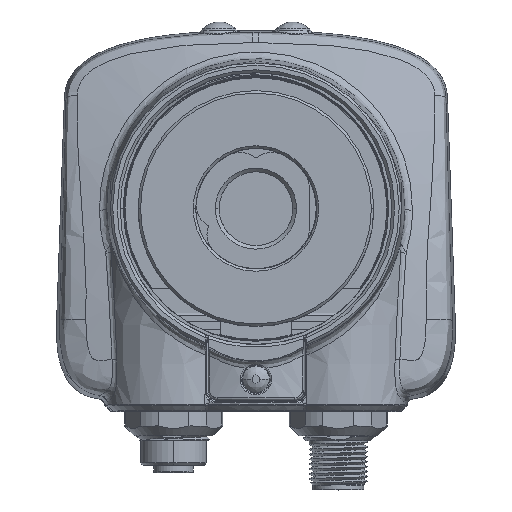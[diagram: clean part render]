
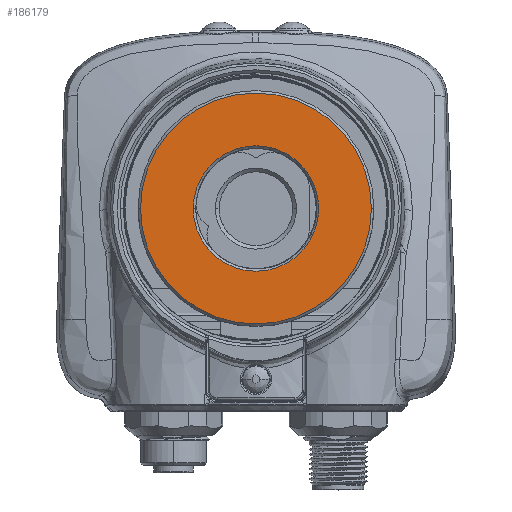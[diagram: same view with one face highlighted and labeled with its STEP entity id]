
A CAD part, top view. The second image highlights one B-rep face of the part: STEP entity #186179.
In plain terms, the highlighted planar face has unit normal (0, 0, 1).
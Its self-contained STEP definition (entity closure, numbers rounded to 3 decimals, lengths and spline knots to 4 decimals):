
#175163=CARTESIAN_POINT('',(0.,0.0492,1.1327));
#175164=DIRECTION('',(0.,0.,1.));
#175165=DIRECTION('',(-1.,0.,0.));
#175166=AXIS2_PLACEMENT_3D('',#175163,#175164,#175165);
#175168=CARTESIAN_POINT('',(0.,0.0492,1.1327));
#175169=DIRECTION('',(0.,0.,1.));
#175170=DIRECTION('',(1.,0.,0.));
#175171=AXIS2_PLACEMENT_3D('',#175168,#175169,#175170);
#175173=CARTESIAN_POINT('',(0.,0.0492,1.1327));
#175174=DIRECTION('',(0.,0.,-1.));
#175175=DIRECTION('',(1.,0.,0.));
#175176=AXIS2_PLACEMENT_3D('',#175173,#175174,#175175);
#175178=CARTESIAN_POINT('',(0.,0.0492,1.1327));
#175179=DIRECTION('',(0.,0.,-1.));
#175180=DIRECTION('',(-1.,0.,0.));
#175181=AXIS2_PLACEMENT_3D('',#175178,#175179,#175180);
#185530=CARTESIAN_POINT('',(-0.9252,0.0492,
1.1327));
#185531=CARTESIAN_POINT('',(0.9252,0.0492,
1.1327));
#185532=VERTEX_POINT('',#185530);
#185533=VERTEX_POINT('',#185531);
#185540=CARTESIAN_POINT('',(0.5027,0.0492,
1.1327));
#185541=CARTESIAN_POINT('',(-0.5027,0.0492,
1.1327));
#185542=VERTEX_POINT('',#185540);
#185543=VERTEX_POINT('',#185541);
#186164=CARTESIAN_POINT('',(0.,0.0492,1.1327));
#186165=DIRECTION('',(0.,0.,1.));
#186166=DIRECTION('',(1.,0.,0.));
#186167=AXIS2_PLACEMENT_3D('',#186164,#186165,#186166);
#186168=PLANE('',#186167);
#186170=ORIENTED_EDGE('',*,*,#186169,.F.);
#186172=ORIENTED_EDGE('',*,*,#186171,.F.);
#186173=EDGE_LOOP('',(#186170,#186172));
#186174=FACE_OUTER_BOUND('',#186173,.F.);
#186175=ORIENTED_EDGE('',*,*,#185989,.F.);
#186176=ORIENTED_EDGE('',*,*,#186157,.F.);
#186177=EDGE_LOOP('',(#186175,#186176));
#186178=FACE_BOUND('',#186177,.F.);
#186179=ADVANCED_FACE('',(#186174,#186178),#186168,.T.);
#175167=CIRCLE('',#175166,0.9252);
#175172=CIRCLE('',#175171,0.9252);
#175177=CIRCLE('',#175176,0.5027);
#175182=CIRCLE('',#175181,0.5027);
#185989=EDGE_CURVE('',#185542,#185543,#175177,.T.);
#186157=EDGE_CURVE('',#185543,#185542,#175182,.T.);
#186169=EDGE_CURVE('',#185532,#185533,#175167,.T.);
#186171=EDGE_CURVE('',#185533,#185532,#175172,.T.);
